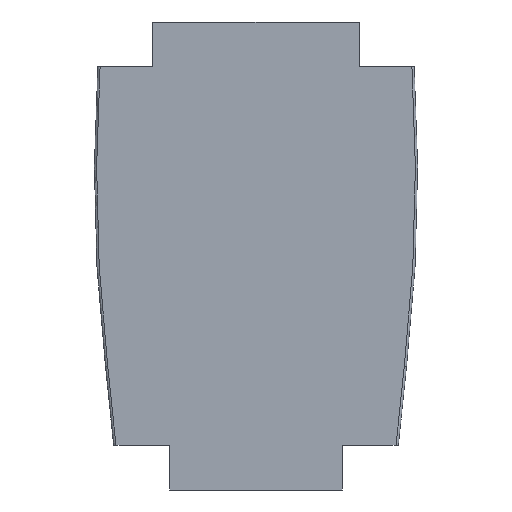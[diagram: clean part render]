
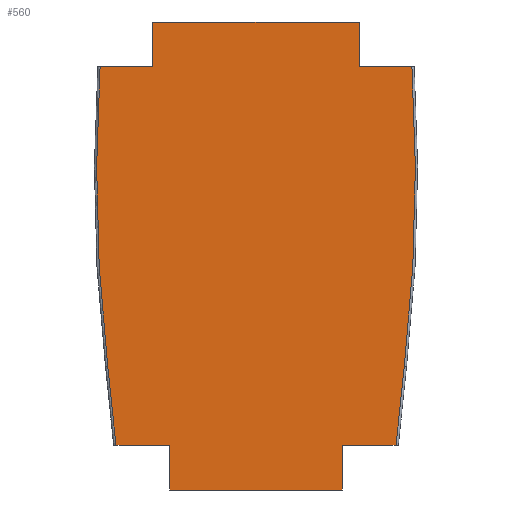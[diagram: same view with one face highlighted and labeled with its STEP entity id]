
A CAD part, front view. The second image highlights one B-rep face of the part: STEP entity #560.
In plain terms, the highlighted planar face has unit normal (0, -1, 0).
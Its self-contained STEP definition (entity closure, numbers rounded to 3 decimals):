
#54=PLANE('',#637);
#84=FACE_OUTER_BOUND('',#123,.T.);
#123=EDGE_LOOP('',(#494,#495,#496,#497,#498,#499,#500,#501,#502,#503,#504,
#505,#506,#507));
#134=LINE('',#843,#181);
#137=LINE('',#849,#184);
#140=LINE('',#855,#187);
#144=LINE('',#872,#191);
#147=LINE('',#876,#194);
#150=LINE('',#884,#197);
#153=LINE('',#912,#200);
#156=LINE('',#918,#203);
#159=LINE('',#924,#206);
#162=LINE('',#930,#209);
#168=LINE('',#1002,#215);
#173=LINE('',#1136,#220);
#181=VECTOR('',#691,10.);
#184=VECTOR('',#696,10.);
#187=VECTOR('',#701,10.);
#191=VECTOR('',#715,10.);
#194=VECTOR('',#720,10.);
#197=VECTOR('',#725,10.);
#200=VECTOR('',#730,10.);
#203=VECTOR('',#735,10.);
#206=VECTOR('',#740,10.);
#209=VECTOR('',#745,10.);
#215=VECTOR('',#757,10.);
#220=VECTOR('',#790,10.);
#236=CIRCLE('',#633,745.226);
#237=CIRCLE('',#635,745.226);
#251=VERTEX_POINT('',#840);
#252=VERTEX_POINT('',#842);
#254=VERTEX_POINT('',#848);
#256=VERTEX_POINT('',#854);
#263=VERTEX_POINT('',#869);
#264=VERTEX_POINT('',#871);
#267=VERTEX_POINT('',#881);
#268=VERTEX_POINT('',#883);
#272=VERTEX_POINT('',#901);
#274=VERTEX_POINT('',#917);
#276=VERTEX_POINT('',#923);
#278=VERTEX_POINT('',#929);
#284=VERTEX_POINT('',#1001);
#288=VERTEX_POINT('',#1096);
#306=EDGE_CURVE('',#252,#251,#134,.T.);
#309=EDGE_CURVE('',#254,#252,#137,.T.);
#312=EDGE_CURVE('',#256,#254,#140,.T.);
#320=EDGE_CURVE('',#264,#263,#144,.T.);
#323=EDGE_CURVE('',#251,#264,#147,.T.);
#326=EDGE_CURVE('',#268,#267,#150,.T.);
#331=EDGE_CURVE('',#267,#272,#153,.T.);
#334=EDGE_CURVE('',#274,#268,#156,.T.);
#337=EDGE_CURVE('',#276,#274,#159,.T.);
#340=EDGE_CURVE('',#278,#276,#162,.T.);
#349=EDGE_CURVE('',#256,#284,#168,.T.);
#361=EDGE_CURVE('',#284,#272,#236,.T.);
#362=EDGE_CURVE('',#278,#288,#237,.T.);
#364=EDGE_CURVE('',#288,#263,#173,.T.);
#494=ORIENTED_EDGE('',*,*,#320,.T.);
#495=ORIENTED_EDGE('',*,*,#364,.F.);
#496=ORIENTED_EDGE('',*,*,#362,.F.);
#497=ORIENTED_EDGE('',*,*,#340,.T.);
#498=ORIENTED_EDGE('',*,*,#337,.T.);
#499=ORIENTED_EDGE('',*,*,#334,.T.);
#500=ORIENTED_EDGE('',*,*,#326,.T.);
#501=ORIENTED_EDGE('',*,*,#331,.T.);
#502=ORIENTED_EDGE('',*,*,#361,.F.);
#503=ORIENTED_EDGE('',*,*,#349,.F.);
#504=ORIENTED_EDGE('',*,*,#312,.T.);
#505=ORIENTED_EDGE('',*,*,#309,.T.);
#506=ORIENTED_EDGE('',*,*,#306,.T.);
#507=ORIENTED_EDGE('',*,*,#323,.T.);
#560=ADVANCED_FACE('',(#84),#54,.F.);
#633=AXIS2_PLACEMENT_3D('',#1094,#782,#783);
#635=AXIS2_PLACEMENT_3D('',#1097,#786,#787);
#637=AXIS2_PLACEMENT_3D('',#1137,#791,#792);
#691=DIRECTION('',(1.,0.,0.));
#696=DIRECTION('',(0.,0.,-1.));
#701=DIRECTION('',(1.,0.,0.));
#715=DIRECTION('',(1.,0.,0.));
#720=DIRECTION('',(0.,0.,1.));
#725=DIRECTION('',(0.,0.,-1.));
#730=DIRECTION('',(-1.,0.,0.));
#735=DIRECTION('',(-1.,0.,0.));
#740=DIRECTION('',(0.,0.,1.));
#745=DIRECTION('',(-1.,0.,0.));
#757=DIRECTION('',(-0.104,0.,0.995));
#782=DIRECTION('center_axis',(0.,1.,0.));
#783=DIRECTION('ref_axis',(-1.,0.,0.021));
#786=DIRECTION('center_axis',(0.,1.,0.));
#787=DIRECTION('ref_axis',(1.,0.,0.021));
#790=DIRECTION('',(-0.104,0.,-0.995));
#791=DIRECTION('center_axis',(0.,1.,0.));
#792=DIRECTION('ref_axis',(0.,0.,1.));
#840=CARTESIAN_POINT('',(38.463,0.,-94.094));
#842=CARTESIAN_POINT('',(-38.463,0.,-94.094));
#843=CARTESIAN_POINT('',(-19.232,0.,-94.094));
#848=CARTESIAN_POINT('',(-38.463,0.,-74.094));
#849=CARTESIAN_POINT('',(-38.463,0.,-18.094));
#854=CARTESIAN_POINT('',(-62.541,0.,-74.094));
#855=CARTESIAN_POINT('',(-31.773,0.,-74.094));
#869=CARTESIAN_POINT('',(62.541,0.,-74.094));
#871=CARTESIAN_POINT('',(38.463,0.,-74.094));
#872=CARTESIAN_POINT('',(19.232,0.,-74.094));
#876=CARTESIAN_POINT('',(38.463,0.,-28.094));
#881=CARTESIAN_POINT('',(-46.081,0.,94.906));
#883=CARTESIAN_POINT('',(-46.081,0.,114.906));
#884=CARTESIAN_POINT('',(-46.081,0.,76.406));
#901=CARTESIAN_POINT('',(-69.635,0.,94.906));
#912=CARTESIAN_POINT('',(-23.041,0.,94.906));
#917=CARTESIAN_POINT('',(46.081,0.,114.906));
#918=CARTESIAN_POINT('',(23.041,0.,114.906));
#923=CARTESIAN_POINT('',(46.081,0.,94.906));
#924=CARTESIAN_POINT('',(46.081,0.,66.406));
#929=CARTESIAN_POINT('',(69.635,0.,94.906));
#930=CARTESIAN_POINT('',(35.319,0.,94.906));
#1001=CARTESIAN_POINT('',(-66.21,0.,-38.866));
#1002=CARTESIAN_POINT('',(-61.346,0.,-85.565));
#1094=CARTESIAN_POINT('Origin',(674.05,0.,47.019));
#1096=CARTESIAN_POINT('',(66.21,0.,-38.866));
#1097=CARTESIAN_POINT('Origin',(-674.05,0.,47.019));
#1136=CARTESIAN_POINT('',(69.81,0.,-4.306));
#1137=CARTESIAN_POINT('Origin',(0.,0.,37.906));
